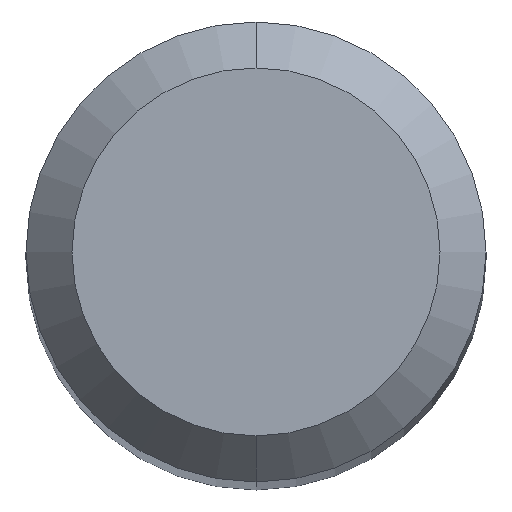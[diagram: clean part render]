
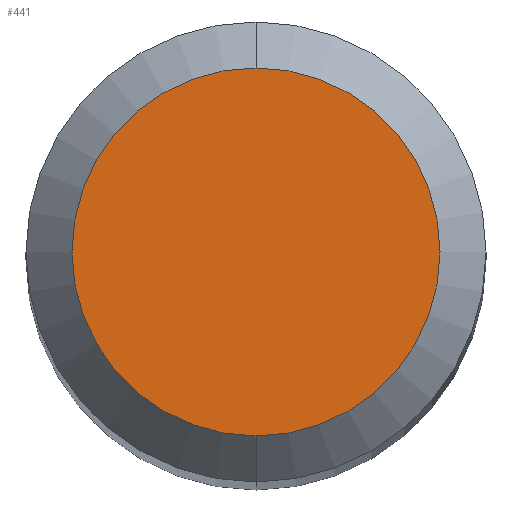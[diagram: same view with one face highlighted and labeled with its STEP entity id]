
A CAD part, top view. The second image highlights one B-rep face of the part: STEP entity #441.
In plain terms, the highlighted planar face has unit normal (0, 0, 1).
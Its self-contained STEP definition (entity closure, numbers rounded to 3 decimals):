
#193=VERTEX_POINT('',#502);
#199=EDGE_CURVE('',#245,#193,#509,.T.);
#245=VERTEX_POINT('',#560);
#439=EDGE_CURVE('',#193,#245,#774,.T.);
#441=ADVANCED_FACE('',(#776),#777,.T.);
#502=CARTESIAN_POINT('',(0.0,1.2,0.0));
#509=CIRCLE('',#850,1.2);
#560=CARTESIAN_POINT('',(0.,-1.2,0.0));
#774=CIRCLE('',#1346,1.2);
#776=FACE_OUTER_BOUND('',#1348,.T.);
#777=PLANE('',#1349);
#850=AXIS2_PLACEMENT_3D('',#1474,#1475,#1476);
#1346=AXIS2_PLACEMENT_3D('',#1780,#1781,#1782);
#1348=EDGE_LOOP('',(#1784,#1785));
#1349=AXIS2_PLACEMENT_3D('',#1786,#1787,#1788);
#1474=CARTESIAN_POINT('',(0.0,0.0,0.0));
#1475=DIRECTION('',(0.0,0.0,-1.0));
#1476=DIRECTION('',(0.0,1.0,0.0));
#1780=CARTESIAN_POINT('',(0.0,0.0,0.0));
#1781=DIRECTION('',(0.0,0.0,-1.0));
#1782=DIRECTION('',(0.0,1.0,0.0));
#1784=ORIENTED_EDGE('',*,*,#439,.F.);
#1785=ORIENTED_EDGE('',*,*,#199,.F.);
#1786=CARTESIAN_POINT('',(0.0,0.6,0.0));
#1787=DIRECTION('',(-0.0,0.0,1.0));
#1788=DIRECTION('',(0.0,-1.0,0.0));
